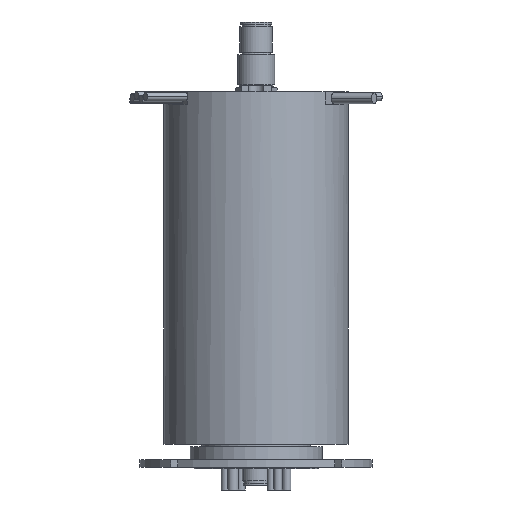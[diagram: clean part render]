
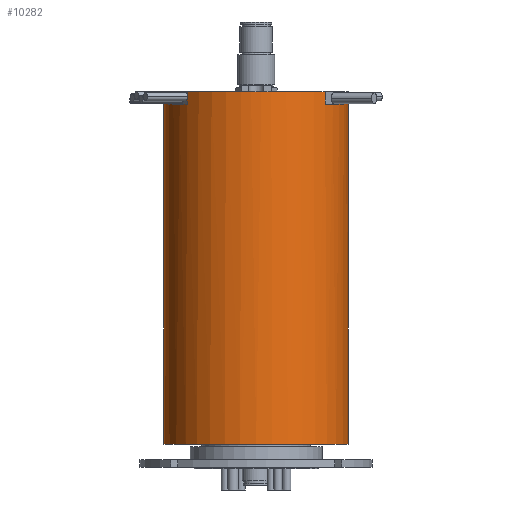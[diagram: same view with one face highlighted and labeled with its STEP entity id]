
A CAD part, front view. The second image highlights one B-rep face of the part: STEP entity #10282.
In plain terms, the highlighted cylindrical face has radius 59.5 mm (diameter 119 mm), a partial arc.
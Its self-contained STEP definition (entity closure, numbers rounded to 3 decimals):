
#13 = VECTOR ( 'NONE', #10543, 1000. ) ;
#15 = CIRCLE ( 'NONE', #5968, 59.5 ) ;
#49 = VECTOR ( 'NONE', #3303, 1000. ) ;
#234 = DIRECTION ( 'NONE',  ( 0., 0., 1. ) ) ;
#241 = VERTEX_POINT ( 'NONE', #6778 ) ;
#278 = CARTESIAN_POINT ( 'NONE',  ( 44.47, -39.531, 243.4 ) ) ;
#304 = VERTEX_POINT ( 'NONE', #9530 ) ;
#345 = VECTOR ( 'NONE', #10598, 1000. ) ;
#443 = CARTESIAN_POINT ( 'NONE',  ( 59.5, 0., 16. ) ) ;
#1080 = DIRECTION ( 'NONE',  ( 0., 0., 1. ) ) ;
#1193 = DIRECTION ( 'NONE',  ( 0., 0., 1. ) ) ;
#1204 = AXIS2_PLACEMENT_3D ( 'NONE', #3491, #9717, #4399 ) ;
#1294 = VECTOR ( 'NONE', #2994, 1000. ) ;
#1331 = EDGE_CURVE ( 'NONE', #5559, #7468, #6831, .T. ) ;
#1389 = CARTESIAN_POINT ( 'NONE',  ( 0., 0., 16. ) ) ;
#1436 = FACE_OUTER_BOUND ( 'NONE', #4041, .T. ) ;
#1560 = LINE ( 'NONE', #4854, #1294 ) ;
#1698 = DIRECTION ( 'NONE',  ( 0., 0., 1. ) ) ;
#1709 = CARTESIAN_POINT ( 'NONE',  ( 44.47, -39.531, 235.4 ) ) ;
#1725 = VERTEX_POINT ( 'NONE', #4364 ) ;
#1736 = VERTEX_POINT ( 'NONE', #1709 ) ;
#1759 = EDGE_CURVE ( 'NONE', #241, #10019, #9587, .T. ) ;
#2277 = DIRECTION ( 'NONE',  ( 1., 0., 0. ) ) ;
#2490 = AXIS2_PLACEMENT_3D ( 'NONE', #6522, #1193, #7410 ) ;
#2519 = CARTESIAN_POINT ( 'NONE',  ( 56.47, -18.746, 243.4 ) ) ;
#2619 = CARTESIAN_POINT ( 'NONE',  ( 0., 0., 243.4 ) ) ;
#2647 = CIRCLE ( 'NONE', #3892, 59.5 ) ;
#2677 = LINE ( 'NONE', #8810, #345 ) ;
#2994 = DIRECTION ( 'NONE',  ( 0., 0., 1. ) ) ;
#3047 = EDGE_CURVE ( 'NONE', #1736, #304, #11107, .T. ) ;
#3113 = VERTEX_POINT ( 'NONE', #8856 ) ;
#3160 = ORIENTED_EDGE ( 'NONE', *, *, #10276, .F. ) ;
#3303 = DIRECTION ( 'NONE',  ( 0., 0., -1. ) ) ;
#3413 = DIRECTION ( 'NONE',  ( 0., 0., 1. ) ) ;
#3486 = CARTESIAN_POINT ( 'NONE',  ( -44.47, -39.531, 243.4 ) ) ;
#3491 = CARTESIAN_POINT ( 'NONE',  ( 0., 0., 235.4 ) ) ;
#3495 = LINE ( 'NONE', #2519, #7945 ) ;
#3525 = DIRECTION ( 'NONE',  ( 1., 0., 0. ) ) ;
#3528 = ORIENTED_EDGE ( 'NONE', *, *, #6987, .T. ) ;
#3596 = CARTESIAN_POINT ( 'NONE',  ( -44.47, -39.531, 243.4 ) ) ;
#3750 = VERTEX_POINT ( 'NONE', #8665 ) ;
#3787 = CARTESIAN_POINT ( 'NONE',  ( -59.5, 0., 16. ) ) ;
#3892 = AXIS2_PLACEMENT_3D ( 'NONE', #6417, #1080, #7303 ) ;
#4008 = EDGE_CURVE ( 'NONE', #10019, #9243, #2647, .T. ) ;
#4022 = ORIENTED_EDGE ( 'NONE', *, *, #8145, .F. ) ;
#4041 = EDGE_LOOP ( 'NONE', ( #6431, #5080, #3160, #8116, #4960, #9249, #5503, #4022, #6361, #5248, #6562, #5319, #3528, #10303 ) ) ;
#4183 = CARTESIAN_POINT ( 'NONE',  ( 0., 0., 235.4 ) ) ;
#4209 = VERTEX_POINT ( 'NONE', #6330 ) ;
#4346 = CARTESIAN_POINT ( 'NONE',  ( 59.5, 0., 243.4 ) ) ;
#4364 = CARTESIAN_POINT ( 'NONE',  ( 56.47, -18.746, 243.4 ) ) ;
#4399 = DIRECTION ( 'NONE',  ( 1., 0., 0. ) ) ;
#4854 = CARTESIAN_POINT ( 'NONE',  ( -56.47, -18.746, 243.4 ) ) ;
#4960 = ORIENTED_EDGE ( 'NONE', *, *, #6213, .F. ) ;
#5045 = CARTESIAN_POINT ( 'NONE',  ( 9.75, -58.696, 243.4 ) ) ;
#5080 = ORIENTED_EDGE ( 'NONE', *, *, #11013, .F. ) ;
#5084 = DIRECTION ( 'NONE',  ( -1., 0., 0. ) ) ;
#5226 = DIRECTION ( 'NONE',  ( 0., 0., -1. ) ) ;
#5248 = ORIENTED_EDGE ( 'NONE', *, *, #8614, .T. ) ;
#5319 = ORIENTED_EDGE ( 'NONE', *, *, #8882, .F. ) ;
#5400 = DIRECTION ( 'NONE',  ( 0., 0., -1. ) ) ;
#5482 = CARTESIAN_POINT ( 'NONE',  ( 59.5, 0., 243.4 ) ) ;
#5497 = EDGE_CURVE ( 'NONE', #7626, #4209, #6887, .T. ) ;
#5503 = ORIENTED_EDGE ( 'NONE', *, *, #1759, .F. ) ;
#5559 = VERTEX_POINT ( 'NONE', #5482 ) ;
#5560 = CARTESIAN_POINT ( 'NONE',  ( 0., 0., 243.4 ) ) ;
#5840 = AXIS2_PLACEMENT_3D ( 'NONE', #5560, #234, #6464 ) ;
#5884 = CARTESIAN_POINT ( 'NONE',  ( -56.47, -18.746, 243.4 ) ) ;
#5968 = AXIS2_PLACEMENT_3D ( 'NONE', #1389, #7602, #2277 ) ;
#6213 = EDGE_CURVE ( 'NONE', #9243, #1736, #2677, .T. ) ;
#6330 = CARTESIAN_POINT ( 'NONE',  ( -44.47, -39.531, 235.4 ) ) ;
#6361 = ORIENTED_EDGE ( 'NONE', *, *, #5497, .T. ) ;
#6417 = CARTESIAN_POINT ( 'NONE',  ( 0., 0., 243.4 ) ) ;
#6431 = ORIENTED_EDGE ( 'NONE', *, *, #1331, .F. ) ;
#6464 = DIRECTION ( 'NONE',  ( 1., 0., 0. ) ) ;
#6522 = CARTESIAN_POINT ( 'NONE',  ( 0., 0., 243.4 ) ) ;
#6562 = ORIENTED_EDGE ( 'NONE', *, *, #11163, .T. ) ;
#6778 = CARTESIAN_POINT ( 'NONE',  ( -9.75, -58.696, 243.4 ) ) ;
#6831 = LINE ( 'NONE', #4346, #13 ) ;
#6887 = LINE ( 'NONE', #3596, #11334 ) ;
#6987 = EDGE_CURVE ( 'NONE', #3750, #8847, #8944, .T. ) ;
#7023 = CARTESIAN_POINT ( 'NONE',  ( 0., 0., 243.4 ) ) ;
#7235 = CIRCLE ( 'NONE', #11306, 59.5 ) ;
#7290 = AXIS2_PLACEMENT_3D ( 'NONE', #2619, #8853, #3525 ) ;
#7303 = DIRECTION ( 'NONE',  ( 1., 0., 0. ) ) ;
#7410 = DIRECTION ( 'NONE',  ( 1., 0., 0. ) ) ;
#7468 = VERTEX_POINT ( 'NONE', #443 ) ;
#7574 = AXIS2_PLACEMENT_3D ( 'NONE', #7023, #1698, #7900 ) ;
#7602 = DIRECTION ( 'NONE',  ( 0., 0., 1. ) ) ;
#7626 = VERTEX_POINT ( 'NONE', #3486 ) ;
#7846 = DIRECTION ( 'NONE',  ( -1., 0., 0. ) ) ;
#7882 = AXIS2_PLACEMENT_3D ( 'NONE', #8748, #5226, #7846 ) ;
#7900 = DIRECTION ( 'NONE',  ( 1., 0., 0. ) ) ;
#7945 = VECTOR ( 'NONE', #3413, 1000. ) ;
#8116 = ORIENTED_EDGE ( 'NONE', *, *, #3047, .F. ) ;
#8145 = EDGE_CURVE ( 'NONE', #7626, #241, #9894, .T. ) ;
#8546 = EDGE_CURVE ( 'NONE', #8847, #7468, #15, .T. ) ;
#8614 = EDGE_CURVE ( 'NONE', #4209, #3113, #7235, .T. ) ;
#8635 = CARTESIAN_POINT ( 'NONE',  ( -59.5, 0., 243.4 ) ) ;
#8665 = CARTESIAN_POINT ( 'NONE',  ( -59.5, 0., 243.4 ) ) ;
#8748 = CARTESIAN_POINT ( 'NONE',  ( 0., 0., 243.4 ) ) ;
#8810 = CARTESIAN_POINT ( 'NONE',  ( 44.47, -39.531, 243.4 ) ) ;
#8847 = VERTEX_POINT ( 'NONE', #3787 ) ;
#8853 = DIRECTION ( 'NONE',  ( 0., 0., 1. ) ) ;
#8856 = CARTESIAN_POINT ( 'NONE',  ( -56.47, -18.746, 235.4 ) ) ;
#8882 = EDGE_CURVE ( 'NONE', #3750, #9425, #8883, .T. ) ;
#8883 = CIRCLE ( 'NONE', #2490, 59.5 ) ;
#8944 = LINE ( 'NONE', #8635, #49 ) ;
#9243 = VERTEX_POINT ( 'NONE', #278 ) ;
#9249 = ORIENTED_EDGE ( 'NONE', *, *, #4008, .F. ) ;
#9425 = VERTEX_POINT ( 'NONE', #5884 ) ;
#9497 = CIRCLE ( 'NONE', #5840, 59.5 ) ;
#9530 = CARTESIAN_POINT ( 'NONE',  ( 56.47, -18.746, 235.4 ) ) ;
#9587 = CIRCLE ( 'NONE', #7290, 59.5 ) ;
#9717 = DIRECTION ( 'NONE',  ( 0., 0., 1. ) ) ;
#9894 = CIRCLE ( 'NONE', #7574, 59.5 ) ;
#10019 = VERTEX_POINT ( 'NONE', #5045 ) ;
#10051 = CYLINDRICAL_SURFACE ( 'NONE', #7882, 59.5 ) ;
#10276 = EDGE_CURVE ( 'NONE', #304, #1725, #3495, .T. ) ;
#10282 = ADVANCED_FACE ( 'NONE', ( #1436 ), #10051, .T. ) ;
#10303 = ORIENTED_EDGE ( 'NONE', *, *, #8546, .T. ) ;
#10391 = DIRECTION ( 'NONE',  ( 0., 0., -1. ) ) ;
#10543 = DIRECTION ( 'NONE',  ( 0., 0., -1. ) ) ;
#10598 = DIRECTION ( 'NONE',  ( 0., 0., -1. ) ) ;
#11013 = EDGE_CURVE ( 'NONE', #1725, #5559, #9497, .T. ) ;
#11107 = CIRCLE ( 'NONE', #1204, 59.5 ) ;
#11163 = EDGE_CURVE ( 'NONE', #3113, #9425, #1560, .T. ) ;
#11306 = AXIS2_PLACEMENT_3D ( 'NONE', #4183, #10391, #5084 ) ;
#11334 = VECTOR ( 'NONE', #5400, 1000. ) ;
